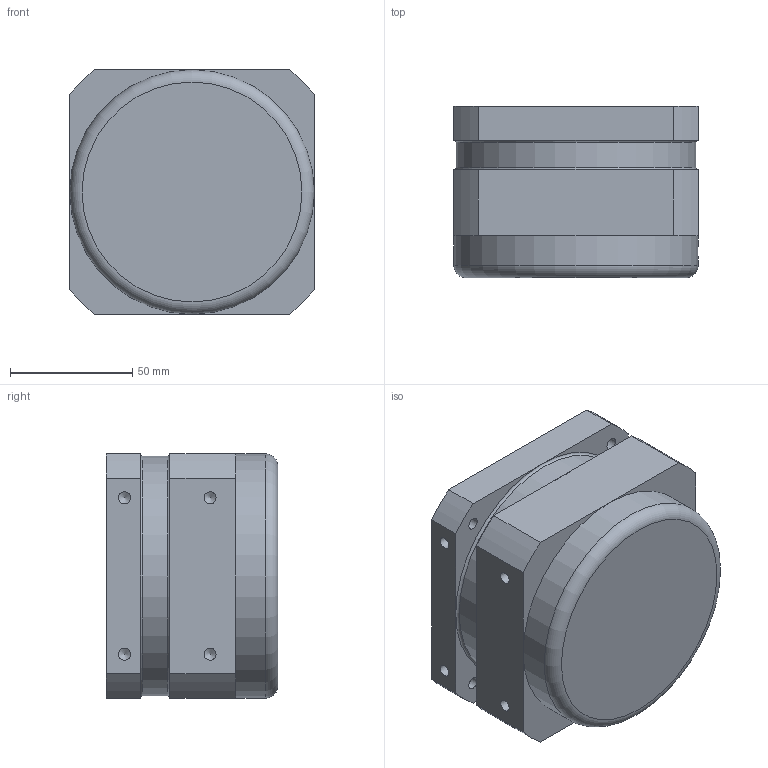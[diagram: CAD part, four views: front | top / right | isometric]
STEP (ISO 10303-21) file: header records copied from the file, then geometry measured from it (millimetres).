
FILE_DESCRIPTION(/* description */ (''),/* implementation_level */ '2;1');
FILE_NAME(/* name */ 'TPGC100378 A.stp',/* time_stamp */ '2016-01-06T11:21:44+01:00',/* author */ ('pb'),/* organization */ (''),/* preprocessor_version */ 'ST-DEVELOPER v15.6',/* originating_system */ 'Autodesk Inventor 2015',/* authorisation */ '');
FILE_SCHEMA (('AUTOMOTIVE_DESIGN { 1 0 10303 214 3 1 1 }'));
Length unit declared in the file: millimetre
Products named in the file (1): Part10
Bounding box: 100 x 70.2 x 100 mm (x, y, z)
Volume: 621918 mm3; surface area: 50430.8 mm2
Topology: 1 solids, 1 shells, 55 faces, 127 edges, 77 vertices
Faces by surface type: plane 26, cylinder 22, cone 4, torus 3
Full cylindrical faces by diameter (mm): 4.917 x8, 6 x1, 8.376 x1, 8.566 x2, 98 x1, 100 x1
Entity records: 1546 total; most frequent: DIRECTION 266, CARTESIAN_POINT 265, ORIENTED_EDGE 202, AXIS2_PLACEMENT_3D 111, EDGE_CURVE 101, EDGE_LOOP 88, VERTEX_POINT 73, STYLED_ITEM 56
